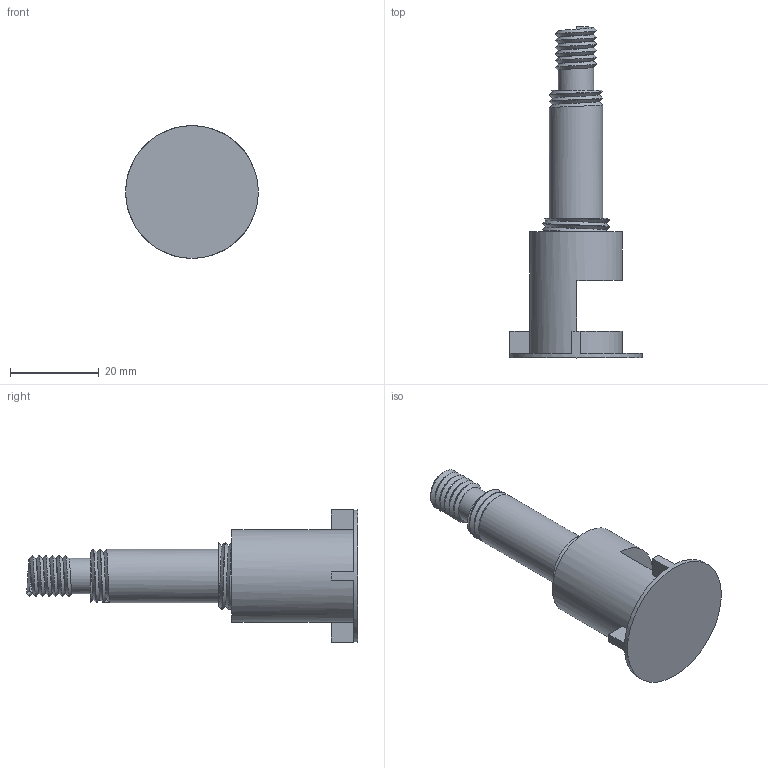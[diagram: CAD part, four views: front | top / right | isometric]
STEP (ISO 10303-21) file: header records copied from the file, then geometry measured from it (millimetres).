
FILE_DESCRIPTION(/* description */ (''),/* implementation_level */ '2;1');
FILE_NAME(/* name */ 'axis_middle.stp',/* time_stamp */ '2025-10-31T10:42:35+09:00',/* author */ ('hibik'),/* organization */ (''),/* preprocessor_version */ 'ST-DEVELOPER v20.1',/* originating_system */ 'Autodesk Inventor 2026',/* authorisation */ '');
FILE_SCHEMA (('AUTOMOTIVE_DESIGN { 1 0 10303 214 3 1 1 }'));
Length unit declared in the file: millimetre
Products named in the file (1): axis_middle
Bounding box: 30 x 75 x 30 mm (x, y, z)
Volume: 12426.4 mm3; surface area: 5827.6 mm2
Topology: 1 solids, 2 shells, 44 faces, 116 edges, 77 vertices
Faces by surface type: plane 20, cylinder 13, bspline 11
Full cylindrical faces by diameter (mm): 8 x2, 12 x2, 15 x1, 21 x1, 30 x1
Entity records: 4672 total; most frequent: CARTESIAN_POINT 3604, ORIENTED_EDGE 224, DIRECTION 177, EDGE_CURVE 116, VERTEX_POINT 77, AXIS2_PLACEMENT_3D 61, LINE 55, VECTOR 55
